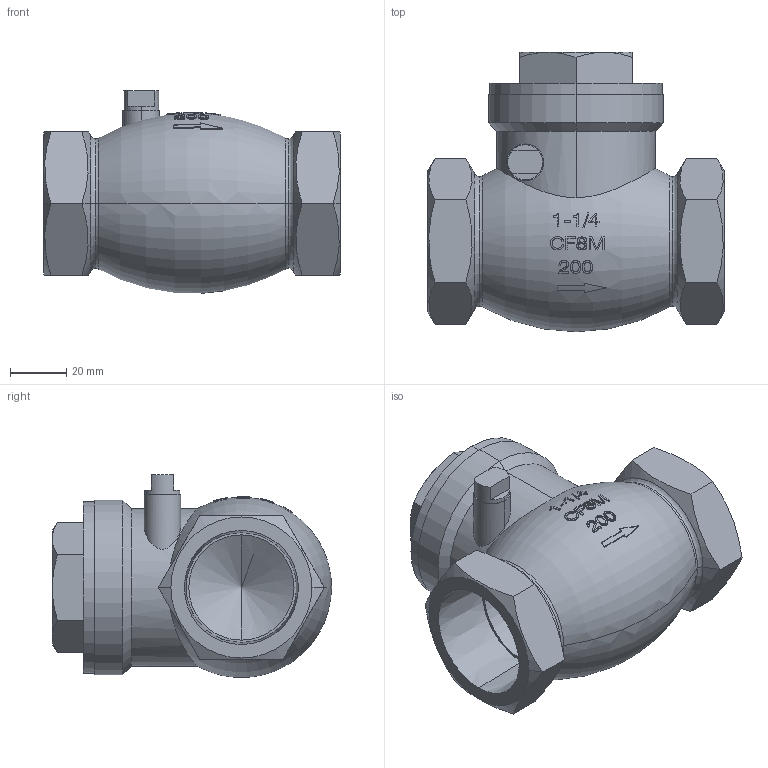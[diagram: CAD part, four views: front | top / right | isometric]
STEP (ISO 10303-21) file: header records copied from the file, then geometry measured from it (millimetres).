
FILE_DESCRIPTION (( 'STEP AP203' ), '1' );
FILE_NAME ('SC-200-DN32.STEP', '2013-12-02T07:22:39', ( '' ), ( '' ), 'SwSTEP 2.0', 'SolidWorks 2010', '' );
FILE_SCHEMA (( 'CONFIG_CONTROL_DESIGN' ));
Length unit declared in the file: millimetre
Products named in the file (1): SC-200-DN32
Bounding box: 105 x 99 x 71.85 mm (x, y, z)
Volume: 272029.3 mm3; surface area: 41411.2 mm2
Topology: 1 solids, 1 shells, 226 faces, 565 edges, 363 vertices
Faces by surface type: plane 106, bspline 53, torus 28, cone 25, cylinder 14
Entity records: 12386 total; most frequent: CARTESIAN_POINT 7468, ORIENTED_EDGE 1122, DIRECTION 785, EDGE_CURVE 561, VERTEX_POINT 363, AXIS2_PLACEMENT_3D 296, EDGE_LOOP 252, B_SPLINE_CURVE_WITH_KNOTS 246
